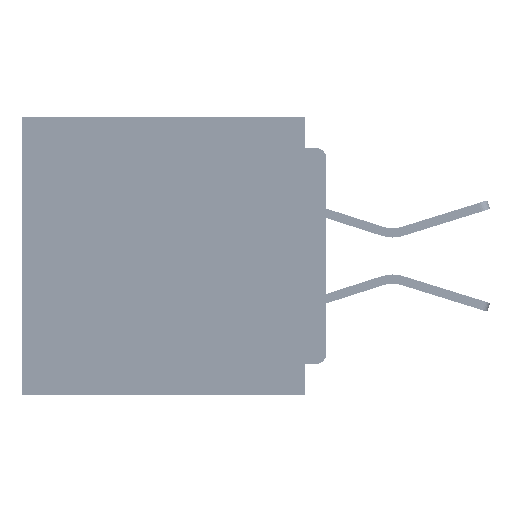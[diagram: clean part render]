
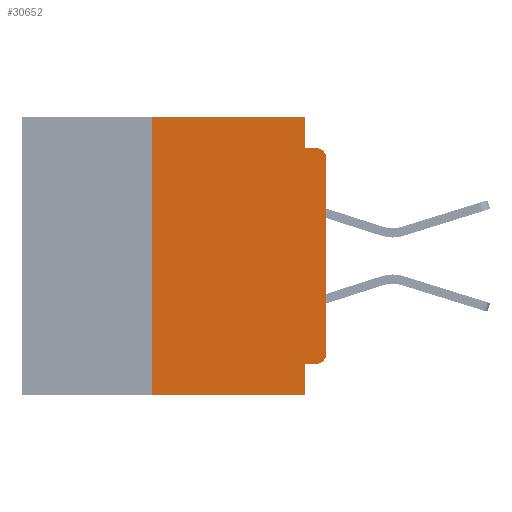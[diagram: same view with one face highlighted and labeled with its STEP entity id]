
A CAD part, left-side view. The second image highlights one B-rep face of the part: STEP entity #30652.
In plain terms, the highlighted planar face has unit normal (-1, 0, 0).
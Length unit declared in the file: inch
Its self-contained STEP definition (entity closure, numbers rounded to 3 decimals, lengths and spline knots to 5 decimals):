
#321 = ORIENTED_EDGE ( 'NONE', *, *, #61131, .T. ) ;
#2171 = VECTOR ( 'NONE', #71406, 39.37008 ) ;
#2189 = CARTESIAN_POINT ( 'NONE',  ( 0., 0.437, 0. ) ) ;
#3249 = CARTESIAN_POINT ( 'NONE',  ( 0., 0., -0.06 ) ) ;
#3928 = LINE ( 'NONE', #10651, #2171 ) ;
#4658 = CARTESIAN_POINT ( 'NONE',  ( 0., 0.015, -0.355 ) ) ;
#4869 = FACE_OUTER_BOUND ( 'NONE', #45136, .T. ) ;
#5367 = VERTEX_POINT ( 'NONE', #4658 ) ;
#5795 = LINE ( 'NONE', #2189, #49910 ) ;
#6023 = ORIENTED_EDGE ( 'NONE', *, *, #46003, .F. ) ;
#7323 = DIRECTION ( 'NONE',  ( 0., -1., 0. ) ) ;
#8384 = DIRECTION ( 'NONE',  ( 0., 0., -1. ) ) ;
#8452 = VERTEX_POINT ( 'NONE', #18458 ) ;
#9713 = PLANE ( 'NONE',  #70907 ) ;
#9975 = VERTEX_POINT ( 'NONE', #47522 ) ;
#10651 = CARTESIAN_POINT ( 'NONE',  ( 0., 0.437, -0.4 ) ) ;
#12549 = AXIS2_PLACEMENT_3D ( 'NONE', #49823, #16646, #55338 ) ;
#13069 = VERTEX_POINT ( 'NONE', #37794 ) ;
#13660 = CARTESIAN_POINT ( 'NONE',  ( 0., 0.031, -0.4 ) ) ;
#16646 = DIRECTION ( 'NONE',  ( -1., 0., 0. ) ) ;
#16798 = AXIS2_PLACEMENT_3D ( 'NONE', #55206, #22053, #60701 ) ;
#17945 = CARTESIAN_POINT ( 'NONE',  ( 0., 0.25, 0. ) ) ;
#18149 = VERTEX_POINT ( 'NONE', #41119 ) ;
#18458 = CARTESIAN_POINT ( 'NONE',  ( 0., 0.031, 0. ) ) ;
#19541 = VECTOR ( 'NONE', #37281, 39.37008 ) ;
#19680 = EDGE_CURVE ( 'NONE', #13069, #36686, #21417, .T. ) ;
#20266 = ORIENTED_EDGE ( 'NONE', *, *, #21058, .T. ) ;
#20513 = LINE ( 'NONE', #35237, #48231 ) ;
#21058 = EDGE_CURVE ( 'NONE', #13069, #56763, #3928, .T. ) ;
#21417 = LINE ( 'NONE', #65895, #50891 ) ;
#22053 = DIRECTION ( 'NONE',  ( -1., 0., 0. ) ) ;
#23805 = VERTEX_POINT ( 'NONE', #47968 ) ;
#24576 = LINE ( 'NONE', #47855, #34130 ) ;
#29185 = ORIENTED_EDGE ( 'NONE', *, *, #59484, .F. ) ;
#30140 = LINE ( 'NONE', #13660, #57793 ) ;
#30159 = EDGE_CURVE ( 'NONE', #62047, #23805, #37879, .T. ) ;
#30652 = ADVANCED_FACE ( 'NONE', ( #4869 ), #9713, .F. ) ;
#31686 = DIRECTION ( 'NONE',  ( 1., 0., 0. ) ) ;
#32891 = DIRECTION ( 'NONE',  ( 0., 0., 1. ) ) ;
#34130 = VECTOR ( 'NONE', #53387, 39.37008 ) ;
#34293 = LINE ( 'NONE', #53655, #19541 ) ;
#35237 = CARTESIAN_POINT ( 'NONE',  ( 0., 0., -0.045 ) ) ;
#36686 = VERTEX_POINT ( 'NONE', #17945 ) ;
#36753 = ORIENTED_EDGE ( 'NONE', *, *, #43703, .F. ) ;
#36920 = EDGE_CURVE ( 'NONE', #8452, #64392, #68891, .T. ) ;
#37088 = DIRECTION ( 'NONE',  ( 0., 0., -1. ) ) ;
#37281 = DIRECTION ( 'NONE',  ( 0., 0., 1. ) ) ;
#37794 = CARTESIAN_POINT ( 'NONE',  ( 0., 0.25, -0.4 ) ) ;
#37879 = CIRCLE ( 'NONE', #16798, 0.015 ) ;
#39188 = ORIENTED_EDGE ( 'NONE', *, *, #66703, .T. ) ;
#41119 = CARTESIAN_POINT ( 'NONE',  ( 0., 0.031, -0.355 ) ) ;
#42635 = CARTESIAN_POINT ( 'NONE',  ( 0., 0.437, 0. ) ) ;
#43703 = EDGE_CURVE ( 'NONE', #5367, #18149, #24576, .T. ) ;
#44150 = ORIENTED_EDGE ( 'NONE', *, *, #66472, .F. ) ;
#45136 = EDGE_LOOP ( 'NONE', ( #39188, #47469, #6023, #65632, #44150, #67117, #20266, #29185, #36753, #321 ) ) ;
#46003 = EDGE_CURVE ( 'NONE', #64392, #23805, #20513, .T. ) ;
#47469 = ORIENTED_EDGE ( 'NONE', *, *, #30159, .T. ) ;
#47522 = CARTESIAN_POINT ( 'NONE',  ( 0., 0., -0.34 ) ) ;
#47855 = CARTESIAN_POINT ( 'NONE',  ( 0., 0., -0.355 ) ) ;
#47968 = CARTESIAN_POINT ( 'NONE',  ( 0., 0.015, -0.045 ) ) ;
#48101 = CIRCLE ( 'NONE', #12549, 0.015 ) ;
#48173 = CARTESIAN_POINT ( 'NONE',  ( 0., 0.031, 0. ) ) ;
#48231 = VECTOR ( 'NONE', #51894, 39.37008 ) ;
#48405 = DIRECTION ( 'NONE',  ( 0., 0., -1. ) ) ;
#49823 = CARTESIAN_POINT ( 'NONE',  ( 0., 0.015, -0.34 ) ) ;
#49910 = VECTOR ( 'NONE', #7323, 39.37008 ) ;
#50891 = VECTOR ( 'NONE', #32891, 39.37008 ) ;
#51894 = DIRECTION ( 'NONE',  ( 0., -1., 0. ) ) ;
#53387 = DIRECTION ( 'NONE',  ( 0., 1., 0. ) ) ;
#53655 = CARTESIAN_POINT ( 'NONE',  ( 0., 0., 0. ) ) ;
#55206 = CARTESIAN_POINT ( 'NONE',  ( 0., 0.015, -0.06 ) ) ;
#55338 = DIRECTION ( 'NONE',  ( 0., 0., -1. ) ) ;
#56763 = VERTEX_POINT ( 'NONE', #59034 ) ;
#57793 = VECTOR ( 'NONE', #8384, 39.37008 ) ;
#59034 = CARTESIAN_POINT ( 'NONE',  ( 0., 0.031, -0.4 ) ) ;
#59484 = EDGE_CURVE ( 'NONE', #18149, #56763, #30140, .T. ) ;
#60701 = DIRECTION ( 'NONE',  ( 0., 0., -1. ) ) ;
#61131 = EDGE_CURVE ( 'NONE', #5367, #9975, #48101, .T. ) ;
#62047 = VERTEX_POINT ( 'NONE', #3249 ) ;
#64392 = VERTEX_POINT ( 'NONE', #66938 ) ;
#65632 = ORIENTED_EDGE ( 'NONE', *, *, #36920, .F. ) ;
#65895 = CARTESIAN_POINT ( 'NONE',  ( 0., 0.25, -0.4 ) ) ;
#66472 = EDGE_CURVE ( 'NONE', #36686, #8452, #5795, .T. ) ;
#66703 = EDGE_CURVE ( 'NONE', #9975, #62047, #34293, .T. ) ;
#66938 = CARTESIAN_POINT ( 'NONE',  ( 0., 0.031, -0.045 ) ) ;
#67117 = ORIENTED_EDGE ( 'NONE', *, *, #19680, .F. ) ;
#67174 = VECTOR ( 'NONE', #37088, 39.37008 ) ;
#68891 = LINE ( 'NONE', #48173, #67174 ) ;
#70907 = AXIS2_PLACEMENT_3D ( 'NONE', #42635, #31686, #48405 ) ;
#71406 = DIRECTION ( 'NONE',  ( 0., -1., 0. ) ) ;
